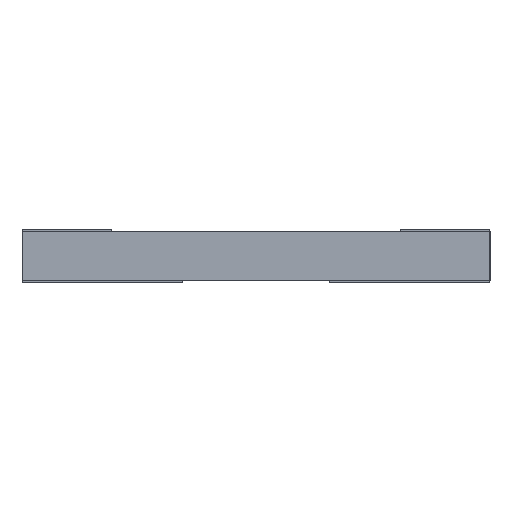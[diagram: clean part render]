
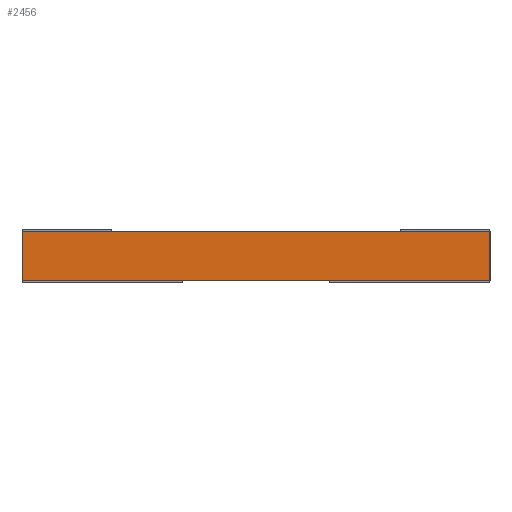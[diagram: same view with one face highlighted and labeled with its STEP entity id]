
A CAD part, front view. The second image highlights one B-rep face of the part: STEP entity #2456.
In plain terms, the highlighted planar face has unit normal (0, -1, 0).
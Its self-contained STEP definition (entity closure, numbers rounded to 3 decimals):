
#55 = VERTEX_POINT ( 'NONE', #9770 ) ;
#213 = EDGE_CURVE ( 'NONE', #5218, #55, #9608, .T. ) ;
#334 = VECTOR ( 'NONE', #7073, 1000. ) ;
#891 = DIRECTION ( 'NONE',  ( 1., 0., 0. ) ) ;
#1169 = EDGE_LOOP ( 'NONE', ( #8815, #2435, #7007, #10502 ) ) ;
#1332 = LINE ( 'NONE', #3779, #334 ) ;
#1781 = DIRECTION ( 'NONE',  ( 0., 1., 0. ) ) ;
#1884 = FACE_OUTER_BOUND ( 'NONE', #1169, .T. ) ;
#2159 = DIRECTION ( 'NONE',  ( 1., 0., 0. ) ) ;
#2177 = VECTOR ( 'NONE', #2159, 1000. ) ;
#2435 = ORIENTED_EDGE ( 'NONE', *, *, #3517, .F. ) ;
#2455 = LINE ( 'NONE', #8217, #4653 ) ;
#2456 = ADVANCED_FACE ( 'NONE', ( #1884 ), #6806, .F. ) ;
#2770 = DIRECTION ( 'NONE',  ( 0., 0., 1. ) ) ;
#2948 = EDGE_CURVE ( 'NONE', #8432, #10354, #4899, .T. ) ;
#3468 = AXIS2_PLACEMENT_3D ( 'NONE', #10074, #1781, #2770 ) ;
#3517 = EDGE_CURVE ( 'NONE', #10354, #55, #2455, .T. ) ;
#3779 = CARTESIAN_POINT ( 'NONE',  ( -5.25, -4.05, 0.55 ) ) ;
#4603 = CARTESIAN_POINT ( 'NONE',  ( -5.25, -4.05, -0.55 ) ) ;
#4653 = VECTOR ( 'NONE', #7297, 1000. ) ;
#4899 = LINE ( 'NONE', #9143, #10235 ) ;
#5218 = VERTEX_POINT ( 'NONE', #4603 ) ;
#5557 = EDGE_CURVE ( 'NONE', #8432, #5218, #1332, .T. ) ;
#5710 = CARTESIAN_POINT ( 'NONE',  ( 5.25, -4.05, 0.55 ) ) ;
#6806 = PLANE ( 'NONE',  #3468 ) ;
#7007 = ORIENTED_EDGE ( 'NONE', *, *, #2948, .F. ) ;
#7073 = DIRECTION ( 'NONE',  ( 0., 0., -1. ) ) ;
#7297 = DIRECTION ( 'NONE',  ( 0., 0., -1. ) ) ;
#7856 = CARTESIAN_POINT ( 'NONE',  ( -5.25, -4.05, 0.55 ) ) ;
#8217 = CARTESIAN_POINT ( 'NONE',  ( 5.25, -4.05, 0.55 ) ) ;
#8432 = VERTEX_POINT ( 'NONE', #7856 ) ;
#8815 = ORIENTED_EDGE ( 'NONE', *, *, #213, .T. ) ;
#9143 = CARTESIAN_POINT ( 'NONE',  ( 5.25, -4.05, 0.55 ) ) ;
#9608 = LINE ( 'NONE', #10288, #2177 ) ;
#9770 = CARTESIAN_POINT ( 'NONE',  ( 5.25, -4.05, -0.55 ) ) ;
#10074 = CARTESIAN_POINT ( 'NONE',  ( 5.25, -4.05, 0.55 ) ) ;
#10235 = VECTOR ( 'NONE', #891, 1000. ) ;
#10288 = CARTESIAN_POINT ( 'NONE',  ( 5.25, -4.05, -0.55 ) ) ;
#10354 = VERTEX_POINT ( 'NONE', #5710 ) ;
#10502 = ORIENTED_EDGE ( 'NONE', *, *, #5557, .T. ) ;
